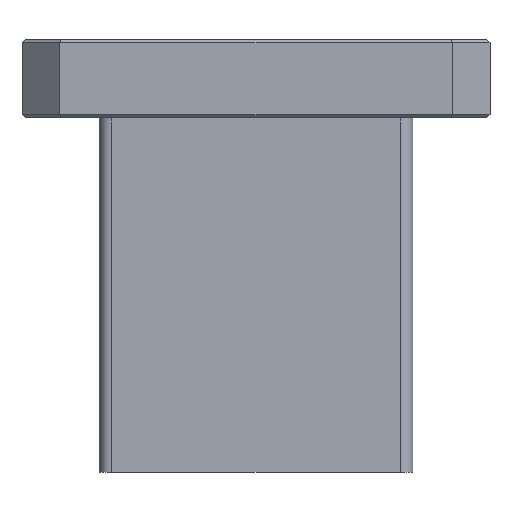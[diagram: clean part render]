
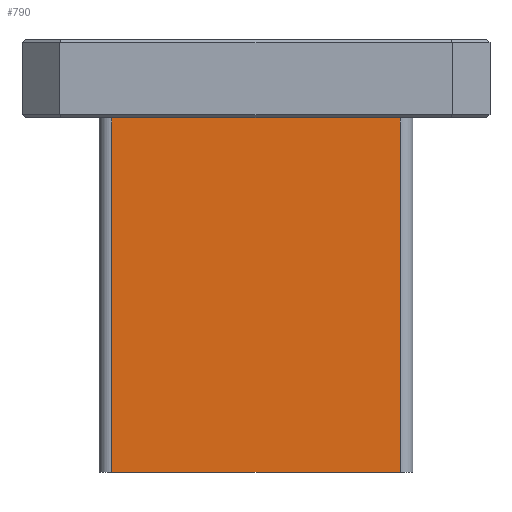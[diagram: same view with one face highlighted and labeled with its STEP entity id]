
A CAD part, front view. The second image highlights one B-rep face of the part: STEP entity #790.
In plain terms, the highlighted planar face has unit normal (0, -1, 0).
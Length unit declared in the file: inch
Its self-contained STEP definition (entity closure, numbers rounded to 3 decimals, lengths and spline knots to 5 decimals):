
#253 = VERTEX_POINT ( 'NONE', #4405 ) ;
#661 = DIRECTION ( 'NONE',  ( 0., 0., -1. ) ) ;
#778 = VERTEX_POINT ( 'NONE', #2109 ) ;
#790 = ADVANCED_FACE ( 'NONE', ( #4575 ), #2934, .F. ) ;
#938 = EDGE_CURVE ( 'NONE', #778, #253, #1219, .T. ) ;
#975 = CARTESIAN_POINT ( 'NONE',  ( -0.46063, -0.3, -3.92619 ) ) ;
#1091 = ORIENTED_EDGE ( 'NONE', *, *, #938, .T. ) ;
#1111 = VECTOR ( 'NONE', #5022, 39.37008 ) ;
#1219 = LINE ( 'NONE', #4092, #1836 ) ;
#1551 = CARTESIAN_POINT ( 'NONE',  ( -0.46063, -0.3, -0.25 ) ) ;
#1611 = CARTESIAN_POINT ( 'NONE',  ( 0.5, -0.3, -1.38 ) ) ;
#1836 = VECTOR ( 'NONE', #1966, 39.37008 ) ;
#1877 = VERTEX_POINT ( 'NONE', #1551 ) ;
#1966 = DIRECTION ( 'NONE',  ( 0., 0., 1. ) ) ;
#2007 = VECTOR ( 'NONE', #661, 39.37008 ) ;
#2106 = EDGE_CURVE ( 'NONE', #253, #1877, #4828, .T. ) ;
#2109 = CARTESIAN_POINT ( 'NONE',  ( 0.46063, -0.3, -1.38 ) ) ;
#2446 = CARTESIAN_POINT ( 'NONE',  ( 0.5, -0.3, -3.92619 ) ) ;
#2695 = ORIENTED_EDGE ( 'NONE', *, *, #3485, .T. ) ;
#2759 = CARTESIAN_POINT ( 'NONE',  ( 0.5, -0.3, -0.25 ) ) ;
#2820 = VECTOR ( 'NONE', #3979, 39.37008 ) ;
#2839 = LINE ( 'NONE', #1611, #1111 ) ;
#2934 = PLANE ( 'NONE',  #3876 ) ;
#3485 = EDGE_CURVE ( 'NONE', #1877, #5403, #4041, .T. ) ;
#3876 = AXIS2_PLACEMENT_3D ( 'NONE', #2446, #4205, #4152 ) ;
#3979 = DIRECTION ( 'NONE',  ( -1., 0., 0. ) ) ;
#4041 = LINE ( 'NONE', #975, #2007 ) ;
#4092 = CARTESIAN_POINT ( 'NONE',  ( 0.46063, -0.3, -3.92619 ) ) ;
#4152 = DIRECTION ( 'NONE',  ( 0., 0., 1. ) ) ;
#4205 = DIRECTION ( 'NONE',  ( 0., 1., 0. ) ) ;
#4389 = ORIENTED_EDGE ( 'NONE', *, *, #5240, .F. ) ;
#4405 = CARTESIAN_POINT ( 'NONE',  ( 0.46063, -0.3, -0.25 ) ) ;
#4575 = FACE_OUTER_BOUND ( 'NONE', #5248, .T. ) ;
#4645 = CARTESIAN_POINT ( 'NONE',  ( -0.46063, -0.3, -1.38 ) ) ;
#4828 = LINE ( 'NONE', #2759, #2820 ) ;
#5022 = DIRECTION ( 'NONE',  ( -1., 0., 0. ) ) ;
#5240 = EDGE_CURVE ( 'NONE', #778, #5403, #2839, .T. ) ;
#5248 = EDGE_LOOP ( 'NONE', ( #5561, #2695, #4389, #1091 ) ) ;
#5403 = VERTEX_POINT ( 'NONE', #4645 ) ;
#5561 = ORIENTED_EDGE ( 'NONE', *, *, #2106, .T. ) ;
